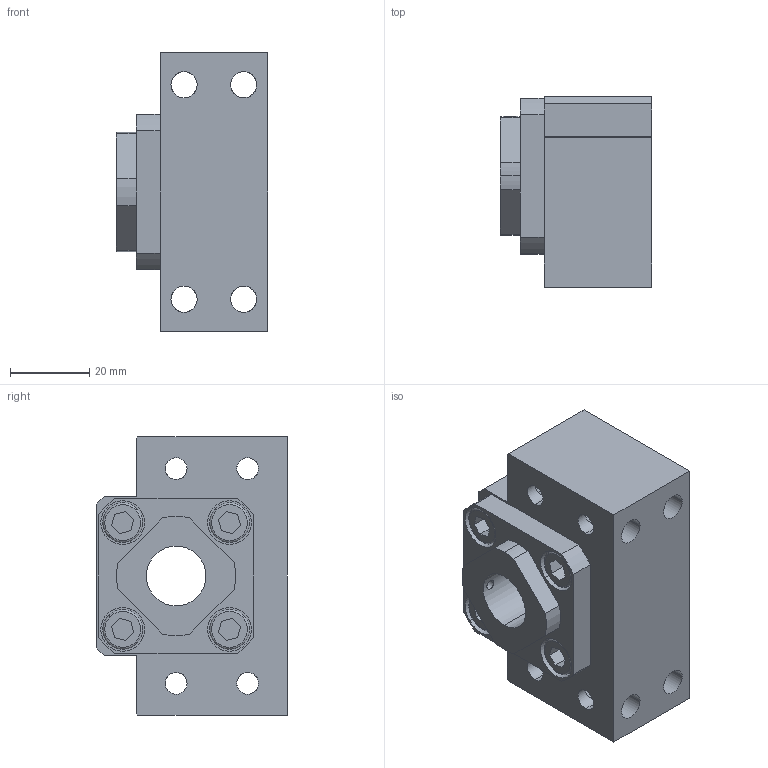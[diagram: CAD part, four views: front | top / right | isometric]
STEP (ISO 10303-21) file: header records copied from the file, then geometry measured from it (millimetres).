
FILE_DESCRIPTION(('STEP AP214'),'1');
FILE_NAME('bk-15.stp','2022-10-07T09:31:04',('TraceParts'),('TraceParts S.A.'),'Spatial InterOp 3D',' ',' ');
FILE_SCHEMA(('AUTOMOTIVE_DESIGN { 1 0 10303 214 1 1 1 1 }'));
Length unit declared in the file: millimetre
Products named in the file (1): bk-15
Bounding box: 38 x 48 x 70 mm (x, y, z)
Volume: 77755.8 mm3; surface area: 22801.4 mm2
Topology: 1 solids, 1 shells, 204 faces, 572 edges, 384 vertices
Faces by surface type: plane 100, cylinder 86, torus 16, cone 2
Entity records: 7755 total; most frequent: CARTESIAN_POINT 2335, ORIENTED_EDGE 1144, DIRECTION 1106, EDGE_CURVE 572, AXIS2_PLACEMENT_3D 399, VERTEX_POINT 384, LINE 308, VECTOR 308
